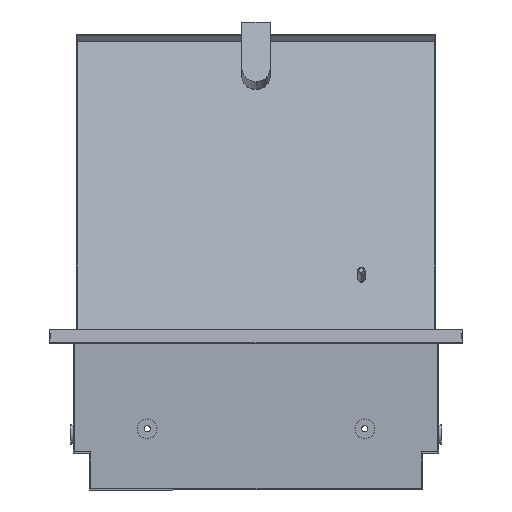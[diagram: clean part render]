
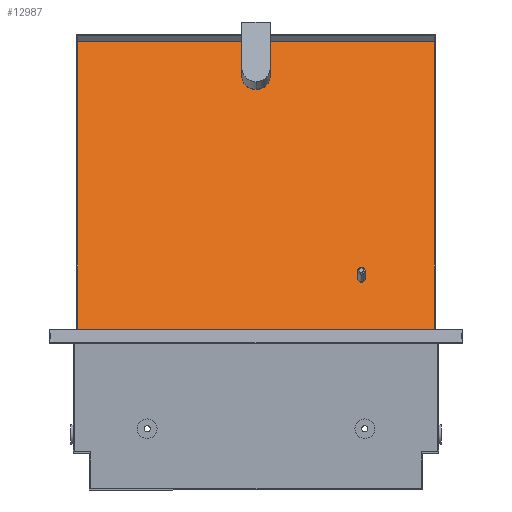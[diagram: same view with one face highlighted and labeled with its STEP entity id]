
A CAD part, left-side view. The second image highlights one B-rep face of the part: STEP entity #12987.
In plain terms, the highlighted face is planar.
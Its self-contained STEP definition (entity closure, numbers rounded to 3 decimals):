
#1238 = LINE ( 'NONE', #5641, #16693 ) ;
#1849 = DIRECTION ( 'NONE',  ( 1., 0., 0. ) ) ;
#2611 = FACE_OUTER_BOUND ( 'NONE', #21766, .T. ) ;
#3162 = AXIS2_PLACEMENT_3D ( 'NONE', #8107, #16924, #15615 ) ;
#3725 = VERTEX_POINT ( 'NONE', #19566 ) ;
#4028 = CARTESIAN_POINT ( 'NONE',  ( 0., 144.5, -1. ) ) ;
#4181 = CIRCLE ( 'NONE', #18799, 11.5 ) ;
#4771 = EDGE_CURVE ( 'NONE', #20036, #17237, #16334, .T. ) ;
#5134 = LINE ( 'NONE', #23589, #6217 ) ;
#5641 = CARTESIAN_POINT ( 'NONE',  ( 0., -144.5, -1. ) ) ;
#5648 = EDGE_CURVE ( 'NONE', #12666, #3725, #21062, .T. ) ;
#5848 = CARTESIAN_POINT ( 'NONE',  ( -132., 144.5, -1. ) ) ;
#6217 = VECTOR ( 'NONE', #19166, 1000. ) ;
#6249 = DIRECTION ( 'NONE',  ( 0., 0., -1. ) ) ;
#6976 = FACE_BOUND ( 'NONE', #26739, .T. ) ;
#7073 = LINE ( 'NONE', #4028, #17586 ) ;
#7471 = DIRECTION ( 'NONE',  ( 0., 0., 1. ) ) ;
#7712 = ORIENTED_EDGE ( 'NONE', *, *, #16658, .F. ) ;
#7985 = CARTESIAN_POINT ( 'NONE',  ( 73., -85.5, -1. ) ) ;
#8012 = EDGE_CURVE ( 'NONE', #3725, #16670, #7073, .T. ) ;
#8107 = CARTESIAN_POINT ( 'NONE',  ( -102., 0., -1. ) ) ;
#8494 = VECTOR ( 'NONE', #14919, 1000. ) ;
#9211 = DIRECTION ( 'NONE',  ( 1., 0., 0. ) ) ;
#9284 = DIRECTION ( 'NONE',  ( -1., 0., 0. ) ) ;
#9793 = CARTESIAN_POINT ( 'NONE',  ( 76., -85.5, -1. ) ) ;
#9818 = EDGE_CURVE ( 'NONE', #16670, #15612, #5134, .T. ) ;
#10054 = EDGE_CURVE ( 'NONE', #18143, #25130, #4181, .T. ) ;
#10183 = EDGE_CURVE ( 'NONE', #25130, #18143, #11224, .T. ) ;
#10451 = AXIS2_PLACEMENT_3D ( 'NONE', #7985, #6249, #1849 ) ;
#11224 = CIRCLE ( 'NONE', #3162, 11.5 ) ;
#11460 = AXIS2_PLACEMENT_3D ( 'NONE', #24542, #24123, #23689 ) ;
#11687 = CARTESIAN_POINT ( 'NONE',  ( -132., -144.5, -1. ) ) ;
#11717 = EDGE_CURVE ( 'NONE', #15612, #12666, #1238, .T. ) ;
#12007 = ORIENTED_EDGE ( 'NONE', *, *, #10183, .T. ) ;
#12146 = CIRCLE ( 'NONE', #10451, 3. ) ;
#12254 = AXIS2_PLACEMENT_3D ( 'NONE', #19322, #21551, #9211 ) ;
#12666 = VERTEX_POINT ( 'NONE', #19628 ) ;
#12987 = ADVANCED_FACE ( 'NONE', ( #6976, #2611, #14925 ), #19776, .F. ) ;
#14287 = ORIENTED_EDGE ( 'NONE', *, *, #5648, .F. ) ;
#14756 = ORIENTED_EDGE ( 'NONE', *, *, #9818, .F. ) ;
#14919 = DIRECTION ( 'NONE',  ( 0., 1., 0. ) ) ;
#14925 = FACE_BOUND ( 'NONE', #17812, .T. ) ;
#15612 = VERTEX_POINT ( 'NONE', #11687 ) ;
#15615 = DIRECTION ( 'NONE',  ( 1., 0., 0. ) ) ;
#16125 = CARTESIAN_POINT ( 'NONE',  ( -90.5, 0., -1. ) ) ;
#16334 = CIRCLE ( 'NONE', #11460, 3. ) ;
#16658 = EDGE_CURVE ( 'NONE', #17237, #20036, #12146, .T. ) ;
#16667 = DIRECTION ( 'NONE',  ( 1., 0., 0. ) ) ;
#16670 = VERTEX_POINT ( 'NONE', #5848 ) ;
#16693 = VECTOR ( 'NONE', #16667, 1000. ) ;
#16924 = DIRECTION ( 'NONE',  ( 0., 0., 1. ) ) ;
#17237 = VERTEX_POINT ( 'NONE', #19296 ) ;
#17586 = VECTOR ( 'NONE', #9284, 1000. ) ;
#17781 = ORIENTED_EDGE ( 'NONE', *, *, #10054, .T. ) ;
#17812 = EDGE_LOOP ( 'NONE', ( #26014, #7712 ) ) ;
#18143 = VERTEX_POINT ( 'NONE', #27172 ) ;
#18799 = AXIS2_PLACEMENT_3D ( 'NONE', #20256, #7471, #22003 ) ;
#18851 = CARTESIAN_POINT ( 'NONE',  ( 132., 0., -1. ) ) ;
#19166 = DIRECTION ( 'NONE',  ( 0., -1., 0. ) ) ;
#19296 = CARTESIAN_POINT ( 'NONE',  ( 70., -85.5, -1. ) ) ;
#19322 = CARTESIAN_POINT ( 'NONE',  ( 0., 0., -1. ) ) ;
#19566 = CARTESIAN_POINT ( 'NONE',  ( 132., 144.5, -1. ) ) ;
#19628 = CARTESIAN_POINT ( 'NONE',  ( 132., -144.5, -1. ) ) ;
#19776 = PLANE ( 'NONE',  #12254 ) ;
#20036 = VERTEX_POINT ( 'NONE', #9793 ) ;
#20256 = CARTESIAN_POINT ( 'NONE',  ( -102., 0., -1. ) ) ;
#21062 = LINE ( 'NONE', #18851, #8494 ) ;
#21551 = DIRECTION ( 'NONE',  ( 0., 0., 1. ) ) ;
#21652 = ORIENTED_EDGE ( 'NONE', *, *, #11717, .F. ) ;
#21766 = EDGE_LOOP ( 'NONE', ( #14756, #25997, #14287, #21652 ) ) ;
#22003 = DIRECTION ( 'NONE',  ( 1., 0., 0. ) ) ;
#23589 = CARTESIAN_POINT ( 'NONE',  ( -132., 0., -1. ) ) ;
#23689 = DIRECTION ( 'NONE',  ( 1., 0., 0. ) ) ;
#24123 = DIRECTION ( 'NONE',  ( 0., 0., -1. ) ) ;
#24542 = CARTESIAN_POINT ( 'NONE',  ( 73., -85.5, -1. ) ) ;
#25130 = VERTEX_POINT ( 'NONE', #16125 ) ;
#25997 = ORIENTED_EDGE ( 'NONE', *, *, #8012, .F. ) ;
#26014 = ORIENTED_EDGE ( 'NONE', *, *, #4771, .F. ) ;
#26739 = EDGE_LOOP ( 'NONE', ( #12007, #17781 ) ) ;
#27172 = CARTESIAN_POINT ( 'NONE',  ( -113.5, 0., -1. ) ) ;
